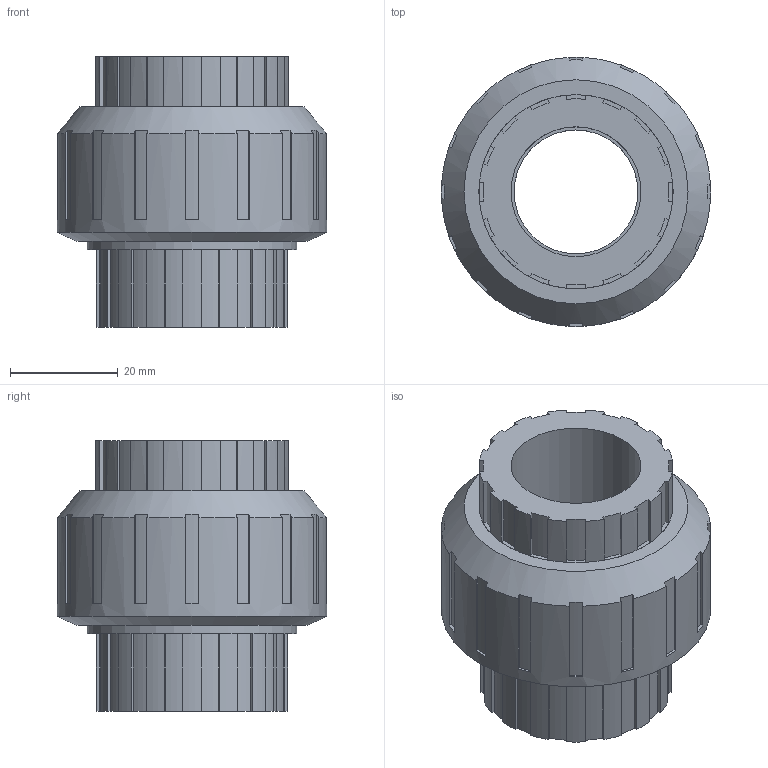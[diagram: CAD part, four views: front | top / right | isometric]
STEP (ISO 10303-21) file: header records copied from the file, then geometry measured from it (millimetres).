
FILE_DESCRIPTION(/* description */ ('Union Bush for EFV, F/BIV, d = 25 mm'),/* implementation_level */ '2;1');
FILE_NAME(/* name */ 'BFV034E.iam.stp',/* time_stamp */ '2013-10-01T14:58:33+02:00',/* author */ ('TraceParts'),/* organization */ ('TraceParts S.A.'),/* preprocessor_version */ 'ST-DEVELOPER v15.2',/* originating_system */ 'Autodesk Inventor 2014',/* authorisation */ '');
FILE_SCHEMA (('AUTOMOTIVE_DESIGN { 1 0 10303 214 3 1 1 }'));
Length unit declared in the file: millimetre
Products named in the file (4): FBFV034; QBFV034; EFV114; BFV034E
Bounding box: 50 x 50 x 50.3 mm (x, y, z)
Volume: 49652.3 mm3; surface area: 22354.1 mm2
Topology: 3 solids, 3 shells, 223 faces, 626 edges, 416 vertices
Faces by surface type: plane 141, cylinder 78, cone 4
Full cylindrical faces by diameter (mm): 23 x2, 24.117 x2, 25.8 x1, 34.5 x1, 36 x1, 36.1 x1, 38.8 x1, 38.952 x2, 41.91 x1, 42.9 x1, 50 x1
Entity records: 7192 total; most frequent: CARTESIAN_POINT 1310, DIRECTION 1252, ORIENTED_EDGE 1208, EDGE_CURVE 604, AXIS2_PLACEMENT_3D 450, VERTEX_POINT 412, LINE 352, VECTOR 352
